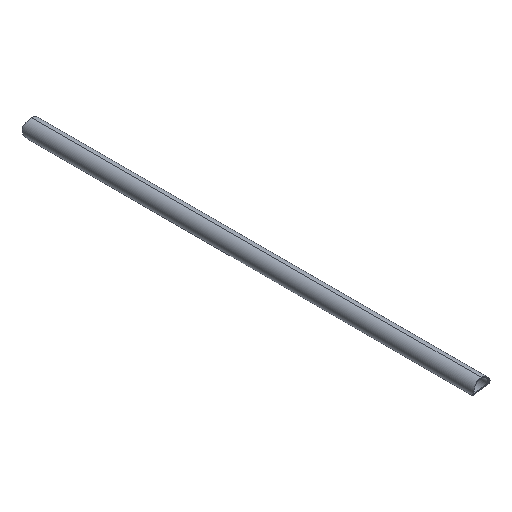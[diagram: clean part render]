
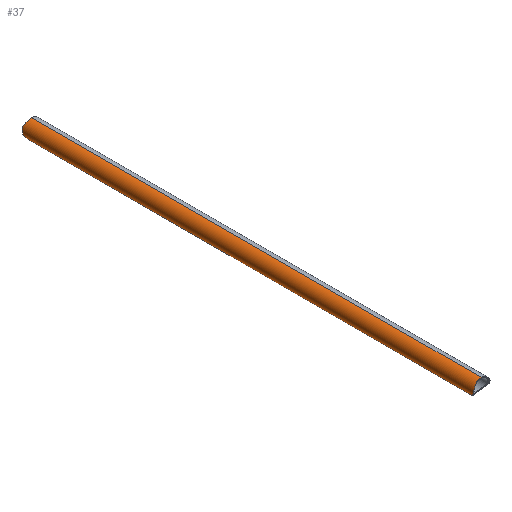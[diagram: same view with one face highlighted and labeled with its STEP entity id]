
A CAD part, isometric view. The second image highlights one B-rep face of the part: STEP entity #37.
In plain terms, the highlighted cylindrical face has radius 10 mm (diameter 20 mm), a partial arc.
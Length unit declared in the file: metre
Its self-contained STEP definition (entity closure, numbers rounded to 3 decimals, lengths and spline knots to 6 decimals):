
#37=ADVANCED_FACE('0:174',(#71),#72,.T.);
#71=FACE_OUTER_BOUND('',#99,.T.);
#72=CYLINDRICAL_SURFACE('',#100,0.01);
#99=EDGE_LOOP('',(#140,#141,#142,#143));
#100=AXIS2_PLACEMENT_3D('',#144,#145,#146);
#140=ORIENTED_EDGE('',*,*,#174,.T.);
#141=ORIENTED_EDGE('',*,*,#185,.T.);
#142=ORIENTED_EDGE('',*,*,#177,.T.);
#143=ORIENTED_EDGE('',*,*,#181,.T.);
#144=CARTESIAN_POINT('',(-1.405,0.16119,-0.06752));
#145=DIRECTION('',(0.,-1.0,0.));
#146=DIRECTION('',(0.,0.,1.0));
#174=EDGE_CURVE('',#202,#203,#204,.T.);
#177=EDGE_CURVE('',#209,#207,#210,.T.);
#181=EDGE_CURVE('',#207,#202,#215,.F.);
#185=EDGE_CURVE('',#203,#209,#220,.F.);
#202=VERTEX_POINT('',#281);
#203=VERTEX_POINT('',#282);
#204=LINE('',#283,#284);
#207=VERTEX_POINT('',#301);
#209=VERTEX_POINT('',#320);
#210=LINE('',#321,#322);
#215=B_SPLINE_CURVE_WITH_KNOTS('',5,(#358,#359,#360,#361,#362,#363,#364,#365,#366,#367,#368,#369,#370,#371,#372,#373,#374,#375,#376,#377,#378,#379,#380,#381,#382,#383,#384,#385,#386),.UNSPECIFIED.,.F.,.F.,(6,3,3,3,5,3,3,3,6),(-72.067882,-66.374938,-60.878121,-56.604744,-49.70448,-42.75161,-38.146572,-31.989152,-24.738455),.UNSPECIFIED.);
#220=B_SPLINE_CURVE_WITH_KNOTS('',5,(#419,#420,#421,#422,#423,#424,#425,#426,#427,#428,#429,#430,#431,#432,#433,#434,#435,#436,#437,#438,#439,#440,#441,#442,#443,#444,#445,#446,#447),.UNSPECIFIED.,.F.,.F.,(6,3,3,3,5,3,3,3,6),(-69.900009,-62.649312,-56.491892,-51.886855,-44.933985,-38.033721,-33.760344,-28.263526,-22.570583),.UNSPECIFIED.);
#281=CARTESIAN_POINT('',(-1.405,-0.267597,-0.05752));
#282=CARTESIAN_POINT('',(-1.405,0.267597,-0.05752));
#283=CARTESIAN_POINT('',(-1.405,0.16119,-0.05752));
#284=VECTOR('',#474,1.0);
#301=CARTESIAN_POINT('',(-1.405,-0.260819,-0.07752));
#320=CARTESIAN_POINT('',(-1.405,0.260819,-0.07752));
#321=CARTESIAN_POINT('',(-1.405,0.16119,-0.07752));
#322=VECTOR('',#475,1.0);
#358=CARTESIAN_POINT('',(-1.405,-0.267597,-0.05752));
#359=CARTESIAN_POINT('',(-1.405825,-0.267558,-0.05752));
#360=CARTESIAN_POINT('',(-1.406652,-0.267549,-0.057605));
#361=CARTESIAN_POINT('',(-1.407465,-0.267572,-0.057776));
#362=CARTESIAN_POINT('',(-1.409013,-0.267679,-0.058272));
#363=CARTESIAN_POINT('',(-1.410415,-0.26788,-0.059058));
#364=CARTESIAN_POINT('',(-1.411059,-0.267998,-0.059508));
#365=CARTESIAN_POINT('',(-1.412113,-0.268223,-0.060407));
#366=CARTESIAN_POINT('',(-1.412989,-0.268449,-0.061461));
#367=CARTESIAN_POINT('',(-1.413336,-0.268543,-0.061948));
#368=CARTESIAN_POINT('',(-1.414144,-0.26876,-0.063283));
#369=CARTESIAN_POINT('',(-1.414679,-0.268862,-0.064746));
#370=CARTESIAN_POINT('',(-1.414898,-0.268854,-0.065682));
#371=CARTESIAN_POINT('',(-1.415,-0.268747,-0.066616));
#372=CARTESIAN_POINT('',(-1.415,-0.26855,-0.06752));
#373=CARTESIAN_POINT('',(-1.415,-0.268352,-0.068431));
#374=CARTESIAN_POINT('',(-1.414896,-0.268058,-0.069336));
#375=CARTESIAN_POINT('',(-1.414692,-0.267667,-0.070201));
#376=CARTESIAN_POINT('',(-1.41422,-0.266914,-0.07155));
#377=CARTESIAN_POINT('',(-1.413548,-0.266047,-0.072753));
#378=CARTESIAN_POINT('',(-1.413251,-0.26569,-0.073209));
#379=CARTESIAN_POINT('',(-1.412491,-0.264841,-0.074221));
#380=CARTESIAN_POINT('',(-1.411577,-0.263982,-0.075106));
#381=CARTESIAN_POINT('',(-1.411003,-0.263498,-0.075569));
#382=CARTESIAN_POINT('',(-1.409639,-0.262486,-0.076478));
#383=CARTESIAN_POINT('',(-1.408019,-0.261632,-0.077124));
#384=CARTESIAN_POINT('',(-1.407064,-0.261239,-0.077385));
#385=CARTESIAN_POINT('',(-1.406042,-0.260961,-0.07752));
#386=CARTESIAN_POINT('',(-1.405,-0.260819,-0.07752));
#419=CARTESIAN_POINT('',(-1.405,0.260819,-0.07752));
#420=CARTESIAN_POINT('',(-1.406042,0.260961,-0.07752));
#421=CARTESIAN_POINT('',(-1.407064,0.261239,-0.077385));
#422=CARTESIAN_POINT('',(-1.408019,0.261632,-0.077124));
#423=CARTESIAN_POINT('',(-1.409639,0.262486,-0.076478));
#424=CARTESIAN_POINT('',(-1.411003,0.263498,-0.075569));
#425=CARTESIAN_POINT('',(-1.411577,0.263982,-0.075106));
#426=CARTESIAN_POINT('',(-1.412491,0.264841,-0.074221));
#427=CARTESIAN_POINT('',(-1.413251,0.26569,-0.073209));
#428=CARTESIAN_POINT('',(-1.413548,0.266047,-0.072753));
#429=CARTESIAN_POINT('',(-1.41422,0.266914,-0.07155));
#430=CARTESIAN_POINT('',(-1.414692,0.267667,-0.070201));
#431=CARTESIAN_POINT('',(-1.414896,0.268058,-0.069336));
#432=CARTESIAN_POINT('',(-1.415,0.268352,-0.068431));
#433=CARTESIAN_POINT('',(-1.415,0.26855,-0.06752));
#434=CARTESIAN_POINT('',(-1.415,0.268747,-0.066616));
#435=CARTESIAN_POINT('',(-1.414898,0.268854,-0.065682));
#436=CARTESIAN_POINT('',(-1.414679,0.268862,-0.064746));
#437=CARTESIAN_POINT('',(-1.414144,0.26876,-0.063283));
#438=CARTESIAN_POINT('',(-1.413336,0.268543,-0.061948));
#439=CARTESIAN_POINT('',(-1.412989,0.268449,-0.061461));
#440=CARTESIAN_POINT('',(-1.412113,0.268223,-0.060407));
#441=CARTESIAN_POINT('',(-1.411059,0.267998,-0.059508));
#442=CARTESIAN_POINT('',(-1.410415,0.26788,-0.059058));
#443=CARTESIAN_POINT('',(-1.409013,0.267679,-0.058272));
#444=CARTESIAN_POINT('',(-1.407465,0.267572,-0.057776));
#445=CARTESIAN_POINT('',(-1.406652,0.267549,-0.057605));
#446=CARTESIAN_POINT('',(-1.405825,0.267558,-0.05752));
#447=CARTESIAN_POINT('',(-1.405,0.267597,-0.05752));
#474=DIRECTION('',(0.,1.0,0.));
#475=DIRECTION('',(0.,-1.0,0.));
